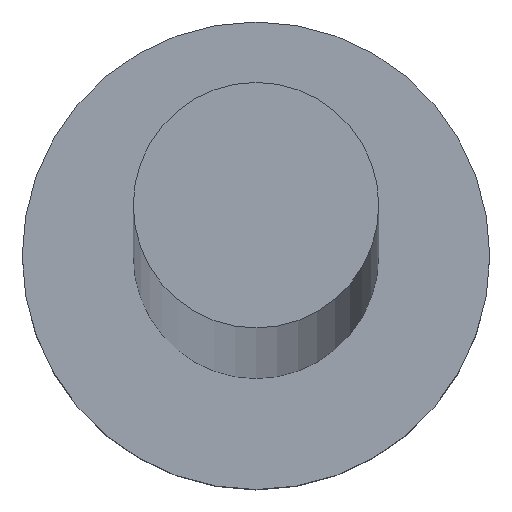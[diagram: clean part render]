
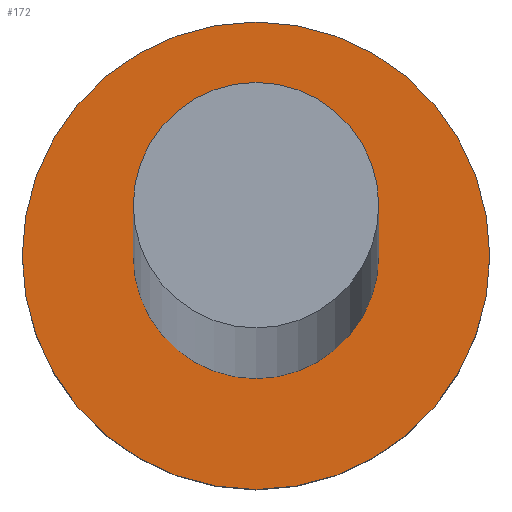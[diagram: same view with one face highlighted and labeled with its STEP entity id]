
A CAD part, top view. The second image highlights one B-rep face of the part: STEP entity #172.
In plain terms, the highlighted planar face has unit normal (0, 0, 1).
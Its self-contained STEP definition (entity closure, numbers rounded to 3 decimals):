
#1 = CARTESIAN_POINT ( 'NONE',  ( 0., 0., 4. ) ) ;
#4 = CARTESIAN_POINT ( 'NONE',  ( 0., 0., 4. ) ) ;
#14 = EDGE_LOOP ( 'NONE', ( #236, #246 ) ) ;
#26 = EDGE_CURVE ( 'NONE', #65, #157, #182, .T. ) ;
#29 = EDGE_CURVE ( 'NONE', #179, #229, #91, .T. ) ;
#37 = AXIS2_PLACEMENT_3D ( 'NONE', #58, #237, #162 ) ;
#47 = EDGE_CURVE ( 'NONE', #157, #65, #230, .T. ) ;
#50 = EDGE_CURVE ( 'NONE', #229, #179, #160, .T. ) ;
#52 = DIRECTION ( 'NONE',  ( 0., 0., 1. ) ) ;
#53 = CARTESIAN_POINT ( 'NONE',  ( 2.1, 0., 4. ) ) ;
#58 = CARTESIAN_POINT ( 'NONE',  ( 0., 0., 4. ) ) ;
#59 = DIRECTION ( 'NONE',  ( 1., 0., 0. ) ) ;
#65 = VERTEX_POINT ( 'NONE', #53 ) ;
#75 = DIRECTION ( 'NONE',  ( 0., 0., 1. ) ) ;
#83 = AXIS2_PLACEMENT_3D ( 'NONE', #4, #170, #59 ) ;
#86 = DIRECTION ( 'NONE',  ( 0., 0., 1. ) ) ;
#91 = CIRCLE ( 'NONE', #242, 4. ) ;
#101 = DIRECTION ( 'NONE',  ( 1., 0., 0. ) ) ;
#103 = PLANE ( 'NONE',  #83 ) ;
#116 = CARTESIAN_POINT ( 'NONE',  ( 4., 0., 4. ) ) ;
#122 = AXIS2_PLACEMENT_3D ( 'NONE', #248, #86, #183 ) ;
#126 = FACE_BOUND ( 'NONE', #223, .T. ) ;
#143 = DIRECTION ( 'NONE',  ( 1., 0., 0. ) ) ;
#152 = CARTESIAN_POINT ( 'NONE',  ( -2.1, 0., 4. ) ) ;
#157 = VERTEX_POINT ( 'NONE', #152 ) ;
#160 = CIRCLE ( 'NONE', #37, 4. ) ;
#162 = DIRECTION ( 'NONE',  ( 1., 0., 0. ) ) ;
#163 = ORIENTED_EDGE ( 'NONE', *, *, #47, .F. ) ;
#170 = DIRECTION ( 'NONE',  ( 0., 0., 1. ) ) ;
#172 = ADVANCED_FACE ( 'NONE', ( #126, #240 ), #103, .T. ) ;
#179 = VERTEX_POINT ( 'NONE', #225 ) ;
#182 = CIRCLE ( 'NONE', #216, 2.1 ) ;
#183 = DIRECTION ( 'NONE',  ( 1., 0., 0. ) ) ;
#191 = CARTESIAN_POINT ( 'NONE',  ( 0., 0., 4. ) ) ;
#195 = ORIENTED_EDGE ( 'NONE', *, *, #26, .F. ) ;
#216 = AXIS2_PLACEMENT_3D ( 'NONE', #1, #75, #101 ) ;
#223 = EDGE_LOOP ( 'NONE', ( #163, #195 ) ) ;
#225 = CARTESIAN_POINT ( 'NONE',  ( -4., 0., 4. ) ) ;
#229 = VERTEX_POINT ( 'NONE', #116 ) ;
#230 = CIRCLE ( 'NONE', #122, 2.1 ) ;
#236 = ORIENTED_EDGE ( 'NONE', *, *, #29, .T. ) ;
#237 = DIRECTION ( 'NONE',  ( 0., 0., 1. ) ) ;
#240 = FACE_OUTER_BOUND ( 'NONE', #14, .T. ) ;
#242 = AXIS2_PLACEMENT_3D ( 'NONE', #191, #52, #143 ) ;
#246 = ORIENTED_EDGE ( 'NONE', *, *, #50, .T. ) ;
#248 = CARTESIAN_POINT ( 'NONE',  ( 0., 0., 4. ) ) ;
